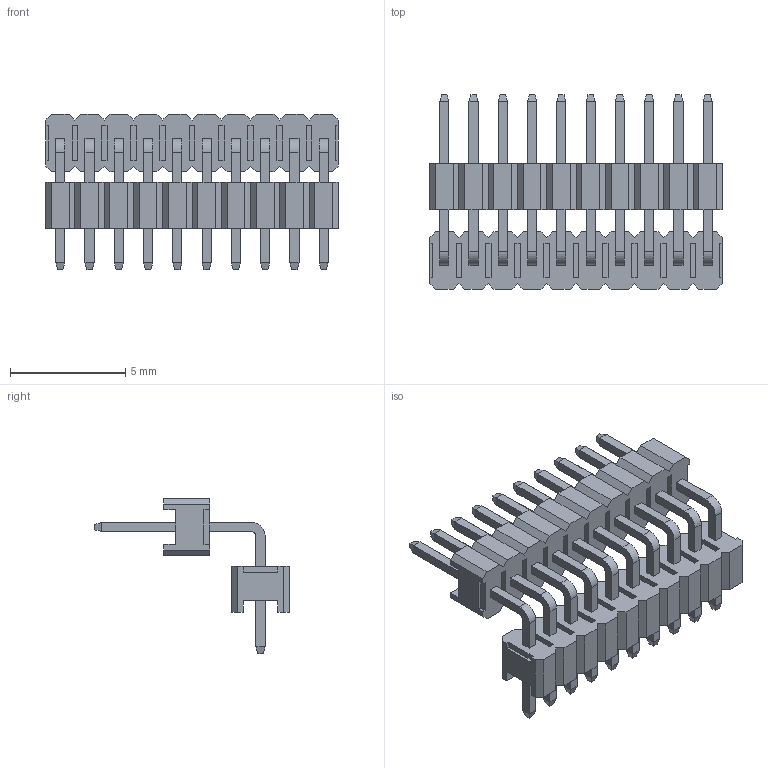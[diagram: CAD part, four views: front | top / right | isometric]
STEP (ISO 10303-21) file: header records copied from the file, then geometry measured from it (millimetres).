
FILE_DESCRIPTION( ('This file contains a STEP AP42 implementation' ,'as created by ZW3D STEP Interface translator.') ,'2;1' );
FILE_NAME( '1320-21XXXXR125XXXX(笢潔俔)(毀砃).stp' ,'23 821.101513', (''), ('ZWCAD Software Co.'), 'Version 1.0', 'ZW3D to STEP translator', '' );
FILE_SCHEMA(('AUTOMOTIVE_DESIGN { 1 0 10303 214 1 1 1 1 }'));
Length unit declared in the file: millimetre
Products named in the file (5): 0; 1320-2110XXR125XXXX(笢潔俔)(毀砃); 1320-21XXXXRXXXXX_ASM_1_ASM; T1140-R_1_1; G1320-1_1_1
Assembly tree (13 placements, depth 3):
  0
  1320-2110XXR125XXXX(笢潔俔)(毀砃)
    1320-21XXXXRXXXXX_ASM_1_ASM
      T1140-R_1_1  x10
      G1320-1_1_1  x2
Bounding box: 12.7 x 8.45 x 6.75 mm (x, y, z)
Volume: 231.4 mm3; surface area: 980.5 mm2
Topology: 13 solids, 13 shells, 1164 faces, 2920 edges, 1840 vertices
Faces by surface type: plane 1124, cylinder 40
Entity records: 24457 total; most frequent: CARTESIAN_POINT 4145, ORIENTED_EDGE 4060, DIRECTION 3736, EDGE_CURVE 2030, VECTOR 1986, LINE 1986, VERTEX_POINT 1284, EDGE_LOOP 888
